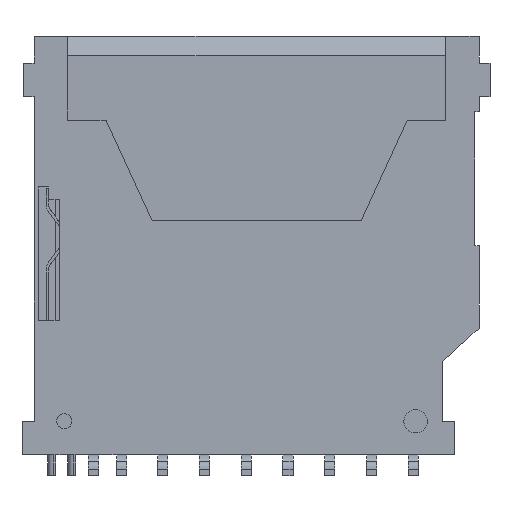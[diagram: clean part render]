
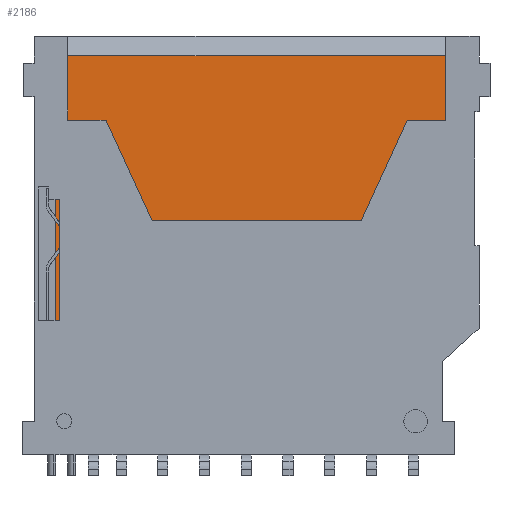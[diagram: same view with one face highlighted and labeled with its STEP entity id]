
A CAD part, front view. The second image highlights one B-rep face of the part: STEP entity #2186.
In plain terms, the highlighted planar face has unit normal (0, -1, 0).
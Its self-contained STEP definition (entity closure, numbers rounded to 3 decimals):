
#306 = LINE ( 'NONE', #1398, #2677 ) ;
#320 = EDGE_CURVE ( 'NONE', #5887, #9084, #863, .T. ) ;
#398 = CARTESIAN_POINT ( 'NONE',  ( -12.05, 1.15, -21. ) ) ;
#411 = CARTESIAN_POINT ( 'NONE',  ( 12.3, 1.15, -12.5 ) ) ;
#414 = VERTEX_POINT ( 'NONE', #8265 ) ;
#436 = VECTOR ( 'NONE', #652, 1000. ) ;
#448 = EDGE_CURVE ( 'NONE', #9536, #10785, #744, .T. ) ;
#652 = DIRECTION ( 'NONE',  ( 0., 0., -1. ) ) ;
#700 = VECTOR ( 'NONE', #9197, 1000. ) ;
#716 = VECTOR ( 'NONE', #6103, 1000. ) ;
#738 = DIRECTION ( 'NONE',  ( 0., 0., -1. ) ) ;
#744 = LINE ( 'NONE', #4459, #10639 ) ;
#814 = VERTEX_POINT ( 'NONE', #12117 ) ;
#853 = DIRECTION ( 'NONE',  ( -1., 0., 0. ) ) ;
#863 = LINE ( 'NONE', #1900, #11230 ) ;
#902 = ORIENTED_EDGE ( 'NONE', *, *, #2377, .T. ) ;
#942 = VECTOR ( 'NONE', #2734, 1000. ) ;
#1107 = ORIENTED_EDGE ( 'NONE', *, *, #8969, .T. ) ;
#1109 = VERTEX_POINT ( 'NONE', #11287 ) ;
#1363 = CARTESIAN_POINT ( 'NONE',  ( 13.3, 1.15, -1.6 ) ) ;
#1398 = CARTESIAN_POINT ( 'NONE',  ( -11.95, 1.15, 0. ) ) ;
#1433 = DIRECTION ( 'NONE',  ( 0., 0., 1. ) ) ;
#1440 = DIRECTION ( 'NONE',  ( 0., 0., 1. ) ) ;
#1469 = CARTESIAN_POINT ( 'NONE',  ( -11.95, 1.15, -1.146 ) ) ;
#1493 = EDGE_CURVE ( 'NONE', #9084, #1791, #7363, .T. ) ;
#1745 = LINE ( 'NONE', #8476, #942 ) ;
#1757 = CARTESIAN_POINT ( 'NONE',  ( -12.05, 1.15, -1.6 ) ) ;
#1791 = VERTEX_POINT ( 'NONE', #398 ) ;
#1864 = EDGE_CURVE ( 'NONE', #3415, #10022, #7109, .T. ) ;
#1900 = CARTESIAN_POINT ( 'NONE',  ( 13.3, 1.15, -1.6 ) ) ;
#1978 = CARTESIAN_POINT ( 'NONE',  ( 12.05, 1.15, 0. ) ) ;
#2029 = EDGE_CURVE ( 'NONE', #10022, #9425, #3918, .T. ) ;
#2186 = ADVANCED_FACE ( 'NONE', ( #4454 ), #12048, .T. ) ;
#2196 = EDGE_CURVE ( 'NONE', #11254, #2244, #5447, .T. ) ;
#2240 = CARTESIAN_POINT ( 'NONE',  ( 7.98, 1.15, -21. ) ) ;
#2244 = VERTEX_POINT ( 'NONE', #3009 ) ;
#2260 = ORIENTED_EDGE ( 'NONE', *, *, #9526, .T. ) ;
#2355 = CARTESIAN_POINT ( 'NONE',  ( 12.05, 1.15, -12.5 ) ) ;
#2377 = EDGE_CURVE ( 'NONE', #3680, #8262, #4485, .T. ) ;
#2557 = CARTESIAN_POINT ( 'NONE',  ( -12.05, 1.15, 0. ) ) ;
#2659 = VECTOR ( 'NONE', #12249, 1000. ) ;
#2677 = VECTOR ( 'NONE', #7898, 1000. ) ;
#2698 = CARTESIAN_POINT ( 'NONE',  ( 12.3, 1.15, -8.5 ) ) ;
#2734 = DIRECTION ( 'NONE',  ( 1., 0., 0. ) ) ;
#2792 = ORIENTED_EDGE ( 'NONE', *, *, #1493, .T. ) ;
#2912 = VECTOR ( 'NONE', #853, 1000. ) ;
#3009 = CARTESIAN_POINT ( 'NONE',  ( 5.95, 1.15, -21. ) ) ;
#3215 = ORIENTED_EDGE ( 'NONE', *, *, #1864, .T. ) ;
#3234 = LINE ( 'NONE', #5231, #4887 ) ;
#3247 = VECTOR ( 'NONE', #9410, 1000. ) ;
#3415 = VERTEX_POINT ( 'NONE', #9487 ) ;
#3496 = ORIENTED_EDGE ( 'NONE', *, *, #7241, .T. ) ;
#3519 = CARTESIAN_POINT ( 'NONE',  ( 0., 1.15, 0. ) ) ;
#3680 = VERTEX_POINT ( 'NONE', #5196 ) ;
#3761 = ORIENTED_EDGE ( 'NONE', *, *, #11614, .T. ) ;
#3820 = ORIENTED_EDGE ( 'NONE', *, *, #5762, .T. ) ;
#3838 = DIRECTION ( 'NONE',  ( -1., 0., 0. ) ) ;
#3918 = LINE ( 'NONE', #1978, #9147 ) ;
#4454 = FACE_OUTER_BOUND ( 'NONE', #7941, .T. ) ;
#4459 = CARTESIAN_POINT ( 'NONE',  ( 0., 1.15, -1.146 ) ) ;
#4485 = LINE ( 'NONE', #8174, #8966 ) ;
#4532 = ORIENTED_EDGE ( 'NONE', *, *, #2196, .T. ) ;
#4595 = CARTESIAN_POINT ( 'NONE',  ( 11.95, 1.15, -1.146 ) ) ;
#4624 = EDGE_CURVE ( 'NONE', #9968, #814, #10426, .T. ) ;
#4702 = EDGE_CURVE ( 'NONE', #10785, #5887, #306, .T. ) ;
#4887 = VECTOR ( 'NONE', #5417, 1000. ) ;
#5110 = VECTOR ( 'NONE', #1440, 1000. ) ;
#5167 = ORIENTED_EDGE ( 'NONE', *, *, #320, .T. ) ;
#5196 = CARTESIAN_POINT ( 'NONE',  ( -11.8, 1.15, -21. ) ) ;
#5231 = CARTESIAN_POINT ( 'NONE',  ( -11.8, 1.15, -20. ) ) ;
#5417 = DIRECTION ( 'NONE',  ( 1., 0., 0. ) ) ;
#5447 = LINE ( 'NONE', #9241, #11735 ) ;
#5600 = VECTOR ( 'NONE', #10949, 1000. ) ;
#5762 = EDGE_CURVE ( 'NONE', #1791, #3680, #1745, .T. ) ;
#5773 = DIRECTION ( 'NONE',  ( 0., 0., 1. ) ) ;
#5887 = VERTEX_POINT ( 'NONE', #7792 ) ;
#6103 = DIRECTION ( 'NONE',  ( -1., 0., 0. ) ) ;
#6126 = CARTESIAN_POINT ( 'NONE',  ( 12.05, 1.15, -8.5 ) ) ;
#6392 = DIRECTION ( 'NONE',  ( 0., 0., -1. ) ) ;
#6586 = EDGE_CURVE ( 'NONE', #9536, #414, #6689, .T. ) ;
#6598 = CARTESIAN_POINT ( 'NONE',  ( 0., 1.15, -21. ) ) ;
#6672 = VECTOR ( 'NONE', #5773, 1000. ) ;
#6689 = LINE ( 'NONE', #8497, #3247 ) ;
#6784 = DIRECTION ( 'NONE',  ( 0., 0., 1. ) ) ;
#6788 = VERTEX_POINT ( 'NONE', #11585 ) ;
#7109 = LINE ( 'NONE', #2240, #5600 ) ;
#7241 = EDGE_CURVE ( 'NONE', #814, #414, #9086, .T. ) ;
#7325 = DIRECTION ( 'NONE',  ( 0., -1., 0. ) ) ;
#7363 = LINE ( 'NONE', #2557, #436 ) ;
#7671 = CARTESIAN_POINT ( 'NONE',  ( -11.8, 1.15, -20. ) ) ;
#7778 = AXIS2_PLACEMENT_3D ( 'NONE', #3519, #7325, #6392 ) ;
#7792 = CARTESIAN_POINT ( 'NONE',  ( -11.95, 1.15, -1.6 ) ) ;
#7898 = DIRECTION ( 'NONE',  ( 0., 0., -1. ) ) ;
#7941 = EDGE_LOOP ( 'NONE', ( #3820, #902, #3761, #4532, #2260, #3215, #8025, #9436, #1107, #9622, #10997, #3496, #11754, #10389, #12050, #5167, #2792 ) ) ;
#8025 = ORIENTED_EDGE ( 'NONE', *, *, #2029, .T. ) ;
#8174 = CARTESIAN_POINT ( 'NONE',  ( -11.8, 1.15, 0. ) ) ;
#8237 = CARTESIAN_POINT ( 'NONE',  ( 12.05, 1.15, -17.3 ) ) ;
#8262 = VERTEX_POINT ( 'NONE', #7671 ) ;
#8265 = CARTESIAN_POINT ( 'NONE',  ( 11.95, 1.15, -1.6 ) ) ;
#8365 = CARTESIAN_POINT ( 'NONE',  ( 5.95, 1.15, -20. ) ) ;
#8439 = LINE ( 'NONE', #2698, #2912 ) ;
#8476 = CARTESIAN_POINT ( 'NONE',  ( 0., 1.15, -21. ) ) ;
#8497 = CARTESIAN_POINT ( 'NONE',  ( 11.95, 1.15, 0. ) ) ;
#8624 = EDGE_CURVE ( 'NONE', #6788, #9968, #8439, .T. ) ;
#8966 = VECTOR ( 'NONE', #1433, 1000. ) ;
#8969 = EDGE_CURVE ( 'NONE', #1109, #6788, #9962, .T. ) ;
#9084 = VERTEX_POINT ( 'NONE', #1757 ) ;
#9086 = LINE ( 'NONE', #1363, #716 ) ;
#9147 = VECTOR ( 'NONE', #6784, 1000. ) ;
#9197 = DIRECTION ( 'NONE',  ( 1., 0., 0. ) ) ;
#9241 = CARTESIAN_POINT ( 'NONE',  ( 5.95, 1.15, -20. ) ) ;
#9316 = DIRECTION ( 'NONE',  ( -1., 0., 0. ) ) ;
#9397 = EDGE_CURVE ( 'NONE', #9425, #1109, #10124, .T. ) ;
#9410 = DIRECTION ( 'NONE',  ( 0., 0., -1. ) ) ;
#9425 = VERTEX_POINT ( 'NONE', #2355 ) ;
#9436 = ORIENTED_EDGE ( 'NONE', *, *, #9397, .T. ) ;
#9487 = CARTESIAN_POINT ( 'NONE',  ( 7.98, 1.15, -21. ) ) ;
#9495 = CARTESIAN_POINT ( 'NONE',  ( 12.05, 1.15, 0. ) ) ;
#9526 = EDGE_CURVE ( 'NONE', #2244, #3415, #11371, .T. ) ;
#9536 = VERTEX_POINT ( 'NONE', #4595 ) ;
#9622 = ORIENTED_EDGE ( 'NONE', *, *, #8624, .T. ) ;
#9962 = LINE ( 'NONE', #411, #5110 ) ;
#9968 = VERTEX_POINT ( 'NONE', #6126 ) ;
#10022 = VERTEX_POINT ( 'NONE', #8237 ) ;
#10124 = LINE ( 'NONE', #10940, #700 ) ;
#10389 = ORIENTED_EDGE ( 'NONE', *, *, #448, .T. ) ;
#10426 = LINE ( 'NONE', #9495, #6672 ) ;
#10639 = VECTOR ( 'NONE', #9316, 1000. ) ;
#10785 = VERTEX_POINT ( 'NONE', #1469 ) ;
#10940 = CARTESIAN_POINT ( 'NONE',  ( 0., 1.15, -12.5 ) ) ;
#10949 = DIRECTION ( 'NONE',  ( 0.74, 0., 0.673 ) ) ;
#10997 = ORIENTED_EDGE ( 'NONE', *, *, #4624, .T. ) ;
#11230 = VECTOR ( 'NONE', #3838, 1000. ) ;
#11254 = VERTEX_POINT ( 'NONE', #8365 ) ;
#11287 = CARTESIAN_POINT ( 'NONE',  ( 12.3, 1.15, -12.5 ) ) ;
#11371 = LINE ( 'NONE', #6598, #2659 ) ;
#11585 = CARTESIAN_POINT ( 'NONE',  ( 12.3, 1.15, -8.5 ) ) ;
#11614 = EDGE_CURVE ( 'NONE', #8262, #11254, #3234, .T. ) ;
#11735 = VECTOR ( 'NONE', #738, 1000. ) ;
#11754 = ORIENTED_EDGE ( 'NONE', *, *, #6586, .F. ) ;
#12048 = PLANE ( 'NONE',  #7778 ) ;
#12050 = ORIENTED_EDGE ( 'NONE', *, *, #4702, .T. ) ;
#12117 = CARTESIAN_POINT ( 'NONE',  ( 12.05, 1.15, -1.6 ) ) ;
#12249 = DIRECTION ( 'NONE',  ( 1., 0., 0. ) ) ;
